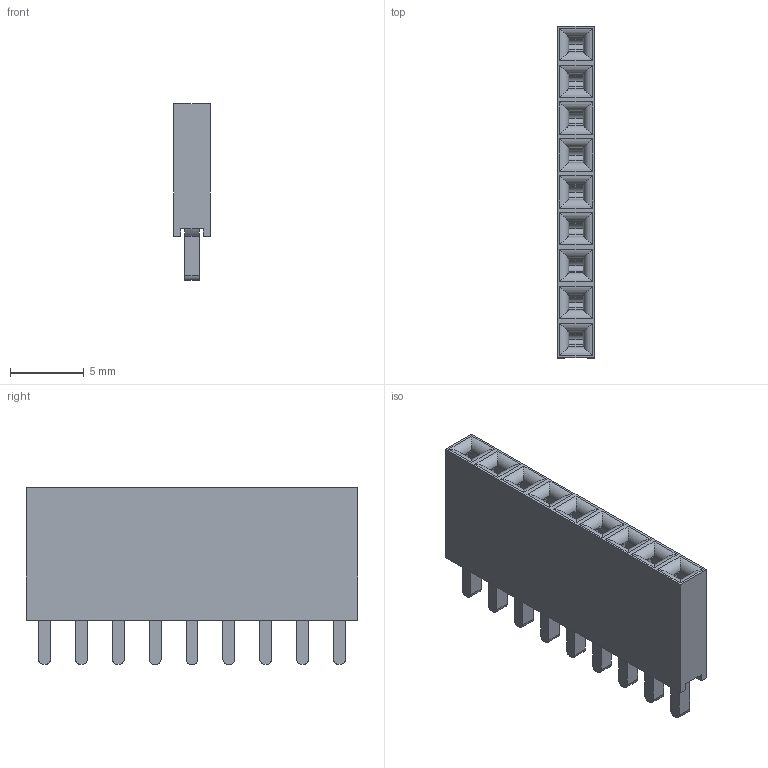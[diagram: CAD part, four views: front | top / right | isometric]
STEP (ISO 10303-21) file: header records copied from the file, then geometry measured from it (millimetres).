
FILE_DESCRIPTION(/* description */ ('','CAx-IF Rec.Pracs.---Representation and Presentation of Product Manufacturing Information (PMI)---4.0---2014-10-13'),/* implementation_level */ '2;1');
FILE_NAME(/* name */ 'Female 9 Pin Header.step',/* time_stamp */ '2025-01-05T14:32:45+05:30',/* author */ (''),/* organization */ (''),/* preprocessor_version */ 'ST-DEVELOPER v20',/* originating_system */ 'Autodesk Translation Framework v13.20.0.188',/* authorisation */ '');
FILE_SCHEMA (('AP242_MANAGED_MODEL_BASED_3D_ENGINEERING_MIM_LF { 1 0 10303 442 1 1 4 }'));
Length unit declared in the file: millimetre
Products named in the file (1): Female 7 Pin Header
Bounding box: 2.5 x 22.5 x 12 mm (x, y, z)
Volume: 340 mm3; surface area: 1554.2 mm2
Topology: 10 solids, 10 shells, 271 faces, 717 edges, 466 vertices
Faces by surface type: plane 181, cylinder 72, bspline 18
Entity records: 8820 total; most frequent: CARTESIAN_POINT 2121, ORIENTED_EDGE 1434, DIRECTION 1297, EDGE_CURVE 717, LINE 573, VECTOR 573, VERTEX_POINT 466, AXIS2_PLACEMENT_3D 362
